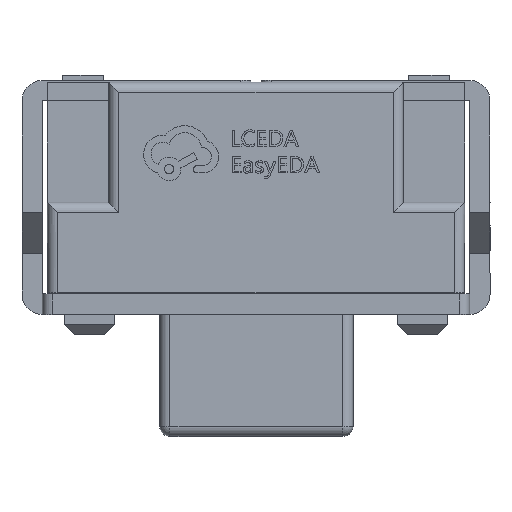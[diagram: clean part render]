
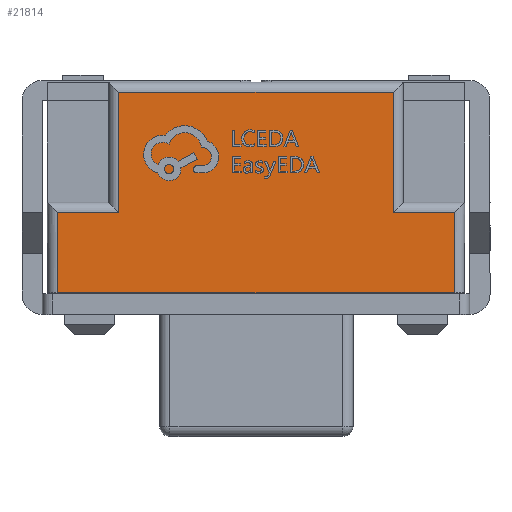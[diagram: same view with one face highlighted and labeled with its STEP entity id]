
A CAD part, top view. The second image highlights one B-rep face of the part: STEP entity #21814.
In plain terms, the highlighted planar face has unit normal (0, 0, 1).
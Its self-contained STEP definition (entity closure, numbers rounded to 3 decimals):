
#464 = DIRECTION ( 'NONE',  ( -1., 0., 0. ) ) ;
#646 = VERTEX_POINT ( 'NONE', #23489 ) ;
#1257 = EDGE_CURVE ( 'NONE', #14317, #8836, #14213, .T. ) ;
#1771 = LINE ( 'NONE', #9103, #8253 ) ;
#1831 = EDGE_CURVE ( 'NONE', #1927, #646, #15473, .T. ) ;
#1913 = LINE ( 'NONE', #18120, #10496 ) ;
#1927 = VERTEX_POINT ( 'NONE', #16874 ) ;
#2408 = DIRECTION ( 'NONE',  ( -1., 0., 0. ) ) ;
#2417 = DIRECTION ( 'NONE',  ( 0., -1., 0. ) ) ;
#2789 = CARTESIAN_POINT ( 'NONE',  ( -1.95, 1.732, 1.82 ) ) ;
#3194 = EDGE_CURVE ( 'NONE', #3655, #12831, #10688, .T. ) ;
#3491 = CARTESIAN_POINT ( 'NONE',  ( -2.05, 1.732, 1.82 ) ) ;
#3551 = CARTESIAN_POINT ( 'NONE',  ( 1.35, 0.452, 1.82 ) ) ;
#3655 = VERTEX_POINT ( 'NONE', #3551 ) ;
#3923 = VECTOR ( 'NONE', #22241, 1000. ) ;
#4124 = LINE ( 'NONE', #2789, #13641 ) ;
#4398 = EDGE_CURVE ( 'NONE', #9914, #1927, #1771, .T. ) ;
#4520 = CARTESIAN_POINT ( 'NONE',  ( -1.35, 1.632, 1.82 ) ) ;
#4975 = CARTESIAN_POINT ( 'NONE',  ( 1.35, 1.732, 1.82 ) ) ;
#5550 = DIRECTION ( 'NONE',  ( -1., 0., 0. ) ) ;
#8253 = VECTOR ( 'NONE', #19635, 1000. ) ;
#8526 = ORIENTED_EDGE ( 'NONE', *, *, #9639, .T. ) ;
#8576 = ORIENTED_EDGE ( 'NONE', *, *, #4398, .T. ) ;
#8602 = AXIS2_PLACEMENT_3D ( 'NONE', #3491, #21824, #5550 ) ;
#8836 = VERTEX_POINT ( 'NONE', #16987 ) ;
#8920 = ORIENTED_EDGE ( 'NONE', *, *, #18712, .T. ) ;
#9103 = CARTESIAN_POINT ( 'NONE',  ( -2.05, -0.338, 1.82 ) ) ;
#9583 = LINE ( 'NONE', #16793, #20331 ) ;
#9639 = EDGE_CURVE ( 'NONE', #8836, #9914, #4124, .T. ) ;
#9914 = VERTEX_POINT ( 'NONE', #10708 ) ;
#10264 = CARTESIAN_POINT ( 'NONE',  ( -1.35, 0.452, 1.82 ) ) ;
#10291 = ORIENTED_EDGE ( 'NONE', *, *, #3194, .T. ) ;
#10496 = VECTOR ( 'NONE', #14449, 1000. ) ;
#10688 = LINE ( 'NONE', #4975, #22895 ) ;
#10708 = CARTESIAN_POINT ( 'NONE',  ( -1.95, -0.338, 1.82 ) ) ;
#11714 = LINE ( 'NONE', #14804, #19269 ) ;
#11811 = ORIENTED_EDGE ( 'NONE', *, *, #1257, .T. ) ;
#12441 = VECTOR ( 'NONE', #2408, 1000. ) ;
#12831 = VERTEX_POINT ( 'NONE', #16812 ) ;
#13641 = VECTOR ( 'NONE', #2417, 1000. ) ;
#14129 = ORIENTED_EDGE ( 'NONE', *, *, #20997, .T. ) ;
#14213 = LINE ( 'NONE', #20264, #12441 ) ;
#14317 = VERTEX_POINT ( 'NONE', #10264 ) ;
#14449 = DIRECTION ( 'NONE',  ( 0., -1., 0. ) ) ;
#14804 = CARTESIAN_POINT ( 'NONE',  ( -2.05, 0.452, 1.82 ) ) ;
#14975 = ORIENTED_EDGE ( 'NONE', *, *, #22923, .T. ) ;
#15473 = LINE ( 'NONE', #22611, #3923 ) ;
#15546 = FACE_OUTER_BOUND ( 'NONE', #20949, .T. ) ;
#16793 = CARTESIAN_POINT ( 'NONE',  ( -2.05, 1.632, 1.82 ) ) ;
#16812 = CARTESIAN_POINT ( 'NONE',  ( 1.35, 1.632, 1.82 ) ) ;
#16874 = CARTESIAN_POINT ( 'NONE',  ( 1.95, -0.338, 1.82 ) ) ;
#16987 = CARTESIAN_POINT ( 'NONE',  ( -1.95, 0.452, 1.82 ) ) ;
#18120 = CARTESIAN_POINT ( 'NONE',  ( -1.35, 1.732, 1.82 ) ) ;
#18712 = EDGE_CURVE ( 'NONE', #646, #3655, #11714, .T. ) ;
#19145 = ORIENTED_EDGE ( 'NONE', *, *, #1831, .T. ) ;
#19269 = VECTOR ( 'NONE', #22052, 1000. ) ;
#19342 = DIRECTION ( 'NONE',  ( 0., 1., 0. ) ) ;
#19635 = DIRECTION ( 'NONE',  ( 1., 0., 0. ) ) ;
#20002 = VERTEX_POINT ( 'NONE', #4520 ) ;
#20264 = CARTESIAN_POINT ( 'NONE',  ( -2.05, 0.452, 1.82 ) ) ;
#20331 = VECTOR ( 'NONE', #464, 1000. ) ;
#20873 = PLANE ( 'NONE',  #8602 ) ;
#20949 = EDGE_LOOP ( 'NONE', ( #11811, #8526, #8576, #19145, #8920, #10291, #14975, #14129 ) ) ;
#20997 = EDGE_CURVE ( 'NONE', #20002, #14317, #1913, .T. ) ;
#21814 = ADVANCED_FACE ( 'NONE', ( #15546 ), #20873, .F. ) ;
#21824 = DIRECTION ( 'NONE',  ( 0., 0., -1. ) ) ;
#22052 = DIRECTION ( 'NONE',  ( -1., 0., 0. ) ) ;
#22241 = DIRECTION ( 'NONE',  ( 0., 1., 0. ) ) ;
#22611 = CARTESIAN_POINT ( 'NONE',  ( 1.95, 1.732, 1.82 ) ) ;
#22895 = VECTOR ( 'NONE', #19342, 1000. ) ;
#22923 = EDGE_CURVE ( 'NONE', #12831, #20002, #9583, .T. ) ;
#23489 = CARTESIAN_POINT ( 'NONE',  ( 1.95, 0.452, 1.82 ) ) ;
